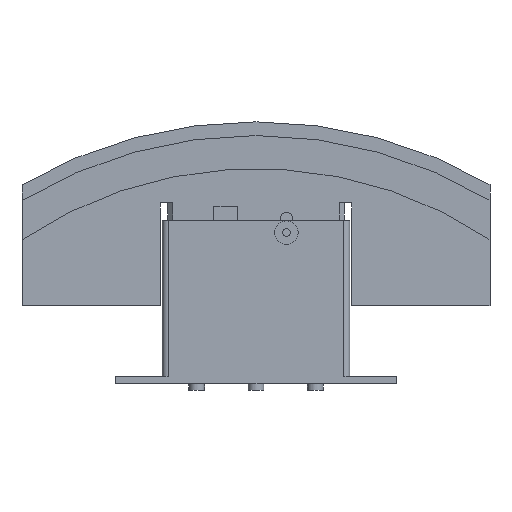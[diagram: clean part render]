
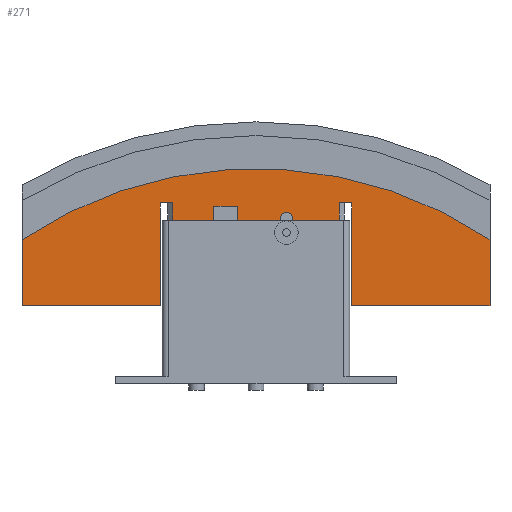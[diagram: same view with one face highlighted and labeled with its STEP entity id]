
A CAD part, front view. The second image highlights one B-rep face of the part: STEP entity #271.
In plain terms, the highlighted planar face has unit normal (0, -1, 0).
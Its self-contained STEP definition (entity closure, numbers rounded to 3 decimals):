
#271=ADVANCED_FACE('',(#572,#573,#574),#575,.F.);
#572=FACE_BOUND('',#900,.T.);
#573=FACE_BOUND('',#901,.T.);
#574=FACE_OUTER_BOUND('',#902,.T.);
#575=PLANE('',#903);
#900=EDGE_LOOP('',(#1577,#1578,#1579,#1580));
#901=EDGE_LOOP('',(#1581,#1582,#1583,#1584));
#902=EDGE_LOOP('',(#1585,#1586,#1587,#1588,#1589,#1590,#1591,#1592,#1593,#1594,#1595,#1596));
#903=AXIS2_PLACEMENT_3D('',#1597,#1598,#1599);
#1577=ORIENTED_EDGE('',*,*,#2060,.T.);
#1578=ORIENTED_EDGE('',*,*,#2069,.T.);
#1579=ORIENTED_EDGE('',*,*,#2057,.T.);
#1580=ORIENTED_EDGE('',*,*,#2067,.T.);
#1581=ORIENTED_EDGE('',*,*,#2047,.T.);
#1582=ORIENTED_EDGE('',*,*,#2081,.T.);
#1583=ORIENTED_EDGE('',*,*,#2052,.T.);
#1584=ORIENTED_EDGE('',*,*,#2082,.T.);
#1585=ORIENTED_EDGE('',*,*,#2083,.T.);
#1586=ORIENTED_EDGE('',*,*,#2079,.T.);
#1587=ORIENTED_EDGE('',*,*,#2084,.F.);
#1588=ORIENTED_EDGE('',*,*,#2085,.T.);
#1589=ORIENTED_EDGE('',*,*,#2086,.F.);
#1590=ORIENTED_EDGE('',*,*,#2087,.F.);
#1591=ORIENTED_EDGE('',*,*,#2088,.F.);
#1592=ORIENTED_EDGE('',*,*,#2089,.F.);
#1593=ORIENTED_EDGE('',*,*,#2090,.F.);
#1594=ORIENTED_EDGE('',*,*,#2091,.F.);
#1595=ORIENTED_EDGE('',*,*,#2092,.F.);
#1596=ORIENTED_EDGE('',*,*,#2093,.F.);
#1597=CARTESIAN_POINT('',(0.0,-16.5,-132.0));
#1598=DIRECTION('',(0.0,1.0,0.0));
#1599=DIRECTION('',(-1.0,0.0,0.0));
#2047=EDGE_CURVE('',#2472,#2476,#2478,.T.);
#2052=EDGE_CURVE('',#2481,#2485,#2487,.T.);
#2057=EDGE_CURVE('',#2490,#2494,#2496,.T.);
#2060=EDGE_CURVE('',#2501,#2498,#2502,.T.);
#2067=EDGE_CURVE('',#2494,#2501,#2510,.T.);
#2069=EDGE_CURVE('',#2498,#2490,#2512,.T.);
#2079=EDGE_CURVE('',#2524,#2528,#2530,.T.);
#2081=EDGE_CURVE('',#2476,#2481,#2532,.T.);
#2082=EDGE_CURVE('',#2485,#2472,#2533,.T.);
#2083=EDGE_CURVE('',#2534,#2524,#2535,.T.);
#2084=EDGE_CURVE('',#2536,#2528,#2537,.T.);
#2085=EDGE_CURVE('',#2536,#2538,#2539,.T.);
#2086=EDGE_CURVE('',#2540,#2538,#2541,.T.);
#2087=EDGE_CURVE('',#2542,#2540,#2543,.T.);
#2088=EDGE_CURVE('',#2544,#2542,#2545,.T.);
#2089=EDGE_CURVE('',#2546,#2544,#2547,.T.);
#2090=EDGE_CURVE('',#2548,#2546,#2549,.T.);
#2091=EDGE_CURVE('',#2550,#2548,#2551,.T.);
#2092=EDGE_CURVE('',#2552,#2550,#2553,.T.);
#2093=EDGE_CURVE('',#2534,#2552,#2554,.T.);
#2472=VERTEX_POINT('',#3057);
#2476=VERTEX_POINT('',#3062);
#2478=CIRCLE('',#3065,4.0);
#2481=VERTEX_POINT('',#3068);
#2485=VERTEX_POINT('',#3073);
#2487=CIRCLE('',#3076,4.0);
#2490=VERTEX_POINT('',#3079);
#2494=VERTEX_POINT('',#3085);
#2496=LINE('',#3088,#3089);
#2498=VERTEX_POINT('',#3091);
#2501=VERTEX_POINT('',#3095);
#2502=LINE('',#3096,#3097);
#2510=LINE('',#3109,#3110);
#2512=LINE('',#3112,#3113);
#2524=VERTEX_POINT('',#3129);
#2528=VERTEX_POINT('',#3135);
#2530=LINE('',#3138,#3139);
#2532=LINE('',#3141,#3142);
#2533=LINE('',#3143,#3144);
#2534=VERTEX_POINT('',#3145);
#2535=LINE('',#3146,#3147);
#2536=VERTEX_POINT('',#3148);
#2537=LINE('',#3149,#3150);
#2538=VERTEX_POINT('',#3151);
#2539=LINE('',#3152,#3153);
#2540=VERTEX_POINT('',#3154);
#2541=LINE('',#3155,#3156);
#2542=VERTEX_POINT('',#3157);
#2543=LINE('',#3158,#3159);
#2544=VERTEX_POINT('',#3160);
#2545=LINE('',#3161,#3162);
#2546=VERTEX_POINT('',#3163);
#2547=LINE('',#3164,#3165);
#2548=VERTEX_POINT('',#3166);
#2549=CIRCLE('',#3167,270.0);
#2550=VERTEX_POINT('',#3168);
#2551=LINE('',#3169,#3170);
#2552=VERTEX_POINT('',#3171);
#2553=LINE('',#3172,#3173);
#2554=LINE('',#3174,#3175);
#3057=CARTESIAN_POINT('',(15.5,-16.5,106.));
#3062=CARTESIAN_POINT('',(23.5,-16.5,106.));
#3065=AXIS2_PLACEMENT_3D('',#3569,#3570,#3571);
#3068=CARTESIAN_POINT('',(23.5,-16.5,48.));
#3073=CARTESIAN_POINT('',(15.5,-16.5,48.));
#3076=AXIS2_PLACEMENT_3D('',#3577,#3578,#3579);
#3079=CARTESIAN_POINT('',(-27.001,-16.5,114.001));
#3085=CARTESIAN_POINT('',(-11.999,-16.5,114.001));
#3088=CARTESIAN_POINT('',(-9.75,-16.5,114.001));
#3089=VECTOR('',#3583,1.0);
#3091=CARTESIAN_POINT('',(-27.001,-16.5,51.999));
#3095=CARTESIAN_POINT('',(-11.999,-16.5,51.999));
#3096=CARTESIAN_POINT('',(-9.75,-16.5,51.999));
#3097=VECTOR('',#3585,1.0);
#3109=CARTESIAN_POINT('',(-11.999,-16.5,-24.5));
#3110=VECTOR('',#3590,1.0);
#3112=CARTESIAN_POINT('',(-27.001,-16.5,-24.5));
#3113=VECTOR('',#3591,1.0);
#3129=CARTESIAN_POINT('',(-53.5,-16.5,116.0));
#3135=CARTESIAN_POINT('',(-53.5,-16.5,15.0));
#3138=CARTESIAN_POINT('',(-53.5,-16.5,-58.5));
#3139=VECTOR('',#3599,1.0);
#3141=CARTESIAN_POINT('',(23.5,-16.5,-27.5));
#3142=VECTOR('',#3600,1.0);
#3143=CARTESIAN_POINT('',(15.5,-16.5,-20.25));
#3144=VECTOR('',#3601,1.0);
#3145=CARTESIAN_POINT('',(-61.5,-16.5,116.0));
#3146=CARTESIAN_POINT('',(-28.558,-16.5,116.0));
#3147=VECTOR('',#3602,1.0);
#3148=CARTESIAN_POINT('',(53.5,-16.5,15.0));
#3149=CARTESIAN_POINT('',(0.0,-16.5,15.0));
#3150=VECTOR('',#3603,1.0);
#3151=CARTESIAN_POINT('',(53.5,-16.5,116.0));
#3152=CARTESIAN_POINT('',(53.5,-16.5,-58.5));
#3153=VECTOR('',#3604,1.0);
#3154=CARTESIAN_POINT('',(61.5,-16.5,116.0));
#3155=CARTESIAN_POINT('',(0.0,-16.5,116.0));
#3156=VECTOR('',#3605,1.0);
#3157=CARTESIAN_POINT('',(61.5,-16.5,50.0));
#3158=CARTESIAN_POINT('',(61.5,-16.5,-33.25));
#3159=VECTOR('',#3606,1.0);
#3160=CARTESIAN_POINT('',(150.0,-16.5,50.0));
#3161=CARTESIAN_POINT('',(0.0,-16.5,50.0));
#3162=VECTOR('',#3607,1.0);
#3163=CARTESIAN_POINT('',(150.0,-16.5,92.499));
#3164=CARTESIAN_POINT('',(150.0,-16.5,-30.298));
#3165=VECTOR('',#3608,1.0);
#3166=CARTESIAN_POINT('',(-150.0,-16.5,92.499));
#3167=AXIS2_PLACEMENT_3D('',#3609,#3610,#3611);
#3168=CARTESIAN_POINT('',(-150.0,-16.5,50.0));
#3169=CARTESIAN_POINT('',(-150.0,-16.5,-30.298));
#3170=VECTOR('',#3612,1.0);
#3171=CARTESIAN_POINT('',(-61.5,-16.5,50.0));
#3172=CARTESIAN_POINT('',(0.0,-16.5,50.0));
#3173=VECTOR('',#3613,1.0);
#3174=CARTESIAN_POINT('',(-61.5,-16.5,-33.25));
#3175=VECTOR('',#3614,1.0);
#3569=CARTESIAN_POINT('',(19.5,-16.5,106.));
#3570=DIRECTION('',(0.0,1.0,0.0));
#3571=DIRECTION('',(1.,0.0,0.));
#3577=CARTESIAN_POINT('',(19.5,-16.5,48.));
#3578=DIRECTION('',(0.0,1.0,0.0));
#3579=DIRECTION('',(-1.,-0.0,0.));
#3583=DIRECTION('',(1.0,0.0,0.0));
#3585=DIRECTION('',(-1.0,0.0,0.0));
#3590=DIRECTION('',(0.0,0.0,-1.0));
#3591=DIRECTION('',(0.0,0.0,1.0));
#3599=DIRECTION('',(0.0,0.0,-1.0));
#3600=DIRECTION('',(0.0,0.0,-1.0));
#3601=DIRECTION('',(0.0,-0.0,1.0));
#3602=DIRECTION('',(1.0,0.0,0.0));
#3603=DIRECTION('',(-1.0,0.0,0.0));
#3604=DIRECTION('',(0.0,-0.0,1.0));
#3605=DIRECTION('',(-1.0,0.0,0.0));
#3606=DIRECTION('',(0.0,-0.0,1.0));
#3607=DIRECTION('',(-1.0,0.0,0.0));
#3608=DIRECTION('',(0.0,0.0,-1.0));
#3609=CARTESIAN_POINT('',(0.0,-16.5,-132.0));
#3610=DIRECTION('',(0.0,1.0,0.0));
#3611=DIRECTION('',(-1.0,0.0,0.0));
#3612=DIRECTION('',(0.0,-0.0,1.0));
#3613=DIRECTION('',(-1.0,0.0,0.0));
#3614=DIRECTION('',(0.0,0.0,-1.0));
